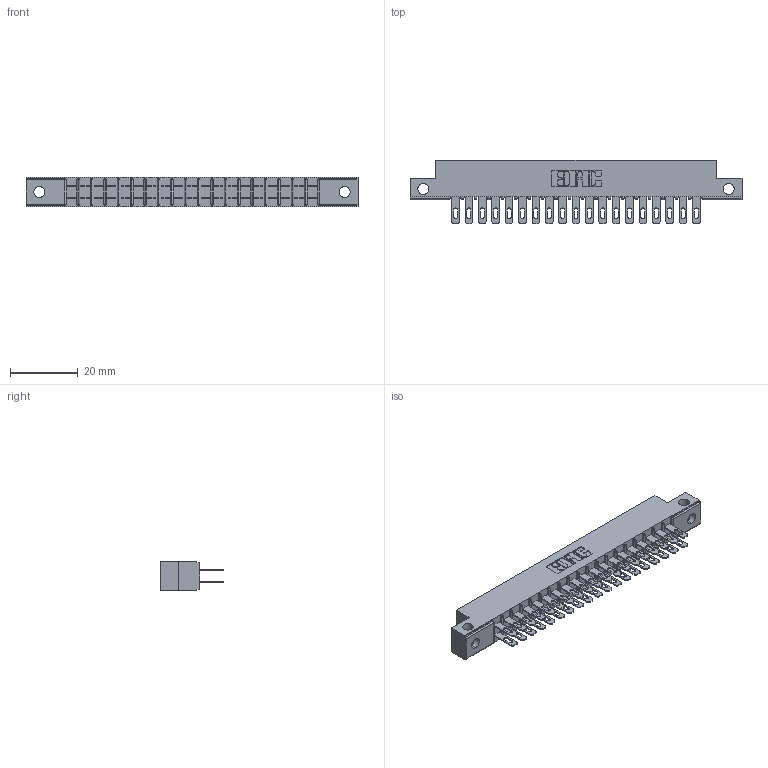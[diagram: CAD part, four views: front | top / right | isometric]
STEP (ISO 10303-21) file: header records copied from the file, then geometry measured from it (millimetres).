
FILE_DESCRIPTION (( 'STEP AP203' ), '1' );
FILE_NAME ('355-038-500-212.STEP', '2020-09-20T06:35:53', ( '' ), ( '' ), 'SwSTEP 2.0', 'SolidWorks 2020', '' );
FILE_SCHEMA (( 'CONFIG_CONTROL_DESIGN' ));
Length unit declared in the file: inch
Products named in the file (3): 355-038-500-212; 305 Part_.128 Dia; 305-290-001_500
Assembly tree (39 placements, depth 2):
  355-038-500-212
    305 Part_.128 Dia
    305-290-001_500  x38
Bounding box: 98.3 x 18.85 x 8.71 mm (x, y, z)
Volume: 6147.3 mm3; surface area: 12108.4 mm2
Topology: 39 solids, 39 shells, 2028 faces, 5805 edges, 3762 vertices
Faces by surface type: plane 1132, cylinder 820, sphere 76
Entity records: 23800 total; most frequent: CARTESIAN_POINT 3987, ORIENTED_EDGE 3910, DIRECTION 3817, EDGE_CURVE 1955, LINE 1537, VECTOR 1537, VERTEX_POINT 1246, AXIS2_PLACEMENT_3D 1140
